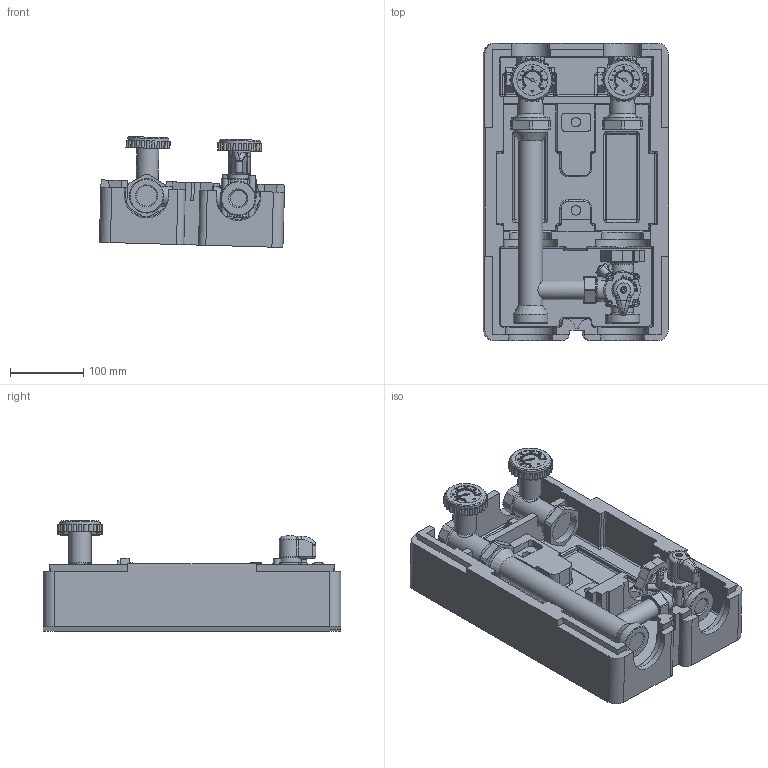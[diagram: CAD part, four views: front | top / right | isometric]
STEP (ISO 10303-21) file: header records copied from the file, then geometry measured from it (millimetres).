
FILE_DESCRIPTION(/* description */ (''),/* implementation_level */ '2;1');
FILE_NAME(/* name */ 'SMT125-DN25_bez pokrywy.stp',/* time_stamp */ '2015-11-26T21:40:01+01:00',/* author */ ('ARTUR'),/* organization */ (''),/* preprocessor_version */ 'ST-DEVELOPER v15.6',/* originating_system */ 'Autodesk Inventor 2015',/* authorisation */ '');
FILE_SCHEMA (('CONFIG_CONTROL_DESIGN'));
Products named in the file (1): SMT125-DN25_bez pokrywy
Bounding box: 252.28 x 405 x 150.92 mm (x, y, z)
Volume: 5020269.5 mm3; surface area: 568723.5 mm2
Topology: 1 solids, 1 shells, 2710 faces, 7479 edges, 4841 vertices
Faces by surface type: plane 1630, cylinder 685, bspline 219, cone 69, torus 59, sphere 48
Full cylindrical faces by diameter (mm): 2.5 x4, 4.917 x6, 6.5 x2, 8.5 x1, 9 x1, 10 x2, 12 x1, 13 x2, 13.654 x2, 20 x1, 25 x2, 26.8 x1, 27 x1, 29 x1, 30 x3, 33 x4, 35 x2, 40 x4, 42 x3, 42.5 x2, 45 x2, 47 x3, 52 x2, 56 x2
Entity records: 90650 total; most frequent: CARTESIAN_POINT 21180, ORIENTED_EDGE 14578, DIRECTION 13482, EDGE_CURVE 7289, LINE 5040, VECTOR 5040, VERTEX_POINT 4794, AXIS2_PLACEMENT_3D 4221
